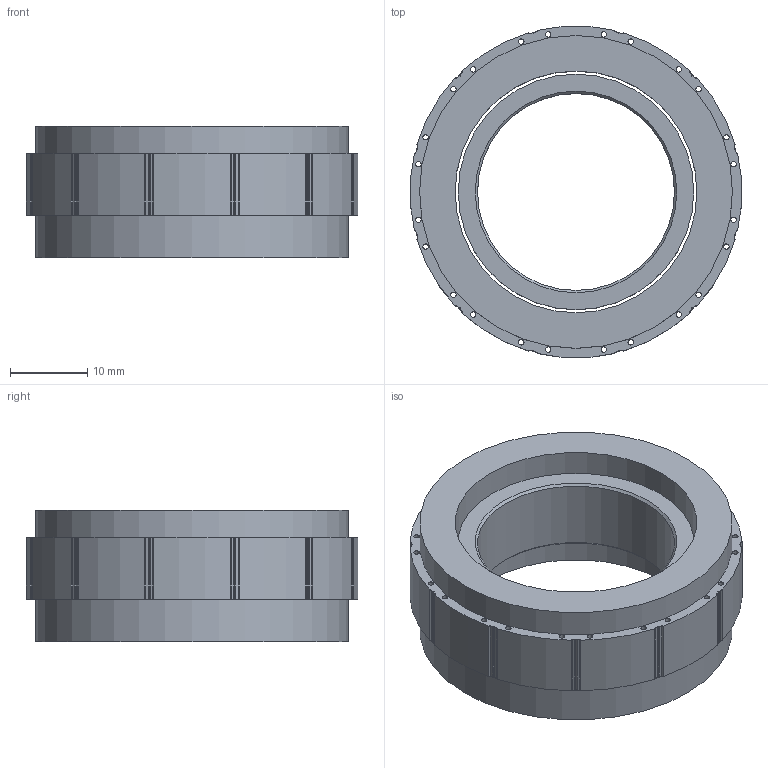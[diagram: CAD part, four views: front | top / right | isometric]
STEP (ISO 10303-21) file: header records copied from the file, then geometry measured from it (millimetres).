
FILE_DESCRIPTION(/* description */ (''),/* implementation_level */ '2;1');
FILE_NAME(/* name */ 'DKA43M048050-.stp',/* time_stamp */ '2025-01-23T15:01:07+01:00',/* author */ ('angelika.schneid'),/* organization */ (''),/* preprocessor_version */ 'ST-DEVELOPER v18.1',/* originating_system */ 'Autodesk Inventor 2021',/* authorisation */ '');
FILE_SCHEMA (('AUTOMOTIVE_DESIGN { 1 0 10303 214 3 1 1 }'));
Length unit declared in the file: millimetre
Products named in the file (1): Bauteil16
Bounding box: 42.87 x 42.87 x 17 mm (x, y, z)
Volume: 12122 mm3; surface area: 7777.8 mm2
Topology: 2 solids, 2 shells, 121 faces, 343 edges, 228 vertices
Faces by surface type: cylinder 113, plane 6, cone 2
Full cylindrical faces by diameter (mm): 0.7 x24, 25.5 x1, 30.5 x1, 31.3 x1, 40.5 x2
Entity records: 4213 total; most frequent: DIRECTION 815, CARTESIAN_POINT 693, ORIENTED_EDGE 686, AXIS2_PLACEMENT_3D 350, EDGE_CURVE 343, CIRCLE 228, VERTEX_POINT 228, EDGE_LOOP 175
